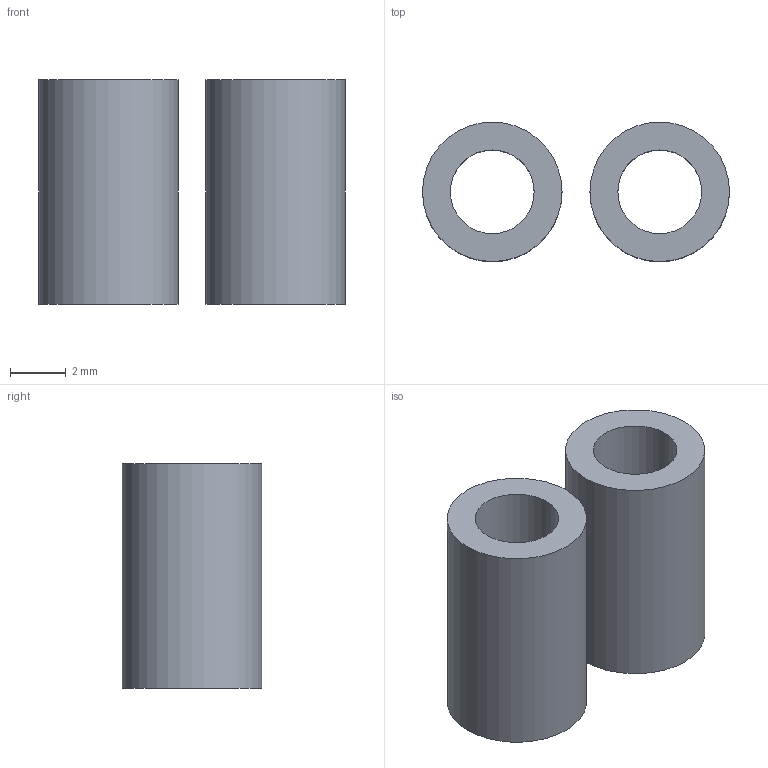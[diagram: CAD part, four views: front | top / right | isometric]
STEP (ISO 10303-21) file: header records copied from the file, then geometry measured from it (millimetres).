
FILE_DESCRIPTION(/* description */ (''),/* implementation_level */ '2;1');
FILE_NAME(/* name */ 'B4_EM_Spacer6_C8.step',/* time_stamp */ '2021-05-20T07:30:31+09:00',/* author */ (''),/* organization */ (''),/* preprocessor_version */ 'ST-DEVELOPER v18.1',/* originating_system */ 'Autodesk Translation Framework v10.6.0.1341',/* authorisation */ '');
FILE_SCHEMA (('AUTOMOTIVE_DESIGN { 1 0 10303 214 3 1 1 }'));
Length unit declared in the file: millimetre
Products named in the file (2): B4_EM_Spacer6_C8*_set; B4_EM_Spacer6_C8*
Assembly tree (2 placements, depth 2):
  B4_EM_Spacer6_C8*_set
    B4_EM_Spacer6_C8*  x2
Bounding box: 11 x 5 x 8.05 mm (x, y, z)
Volume: 202.3 mm3; surface area: 454.9 mm2
Topology: 2 solids, 2 shells, 8 faces, 12 edges, 8 vertices
Faces by surface type: cylinder 4, plane 4
Full cylindrical faces by diameter (mm): 3 x2, 5 x2
Entity records: 159 total; most frequent: DIRECTION 26, CARTESIAN_POINT 18, ORIENTED_EDGE 12, AXIS2_PLACEMENT_3D 12, EDGE_LOOP 6, EDGE_CURVE 6, FACE_OUTER_BOUND 4, CIRCLE 4
